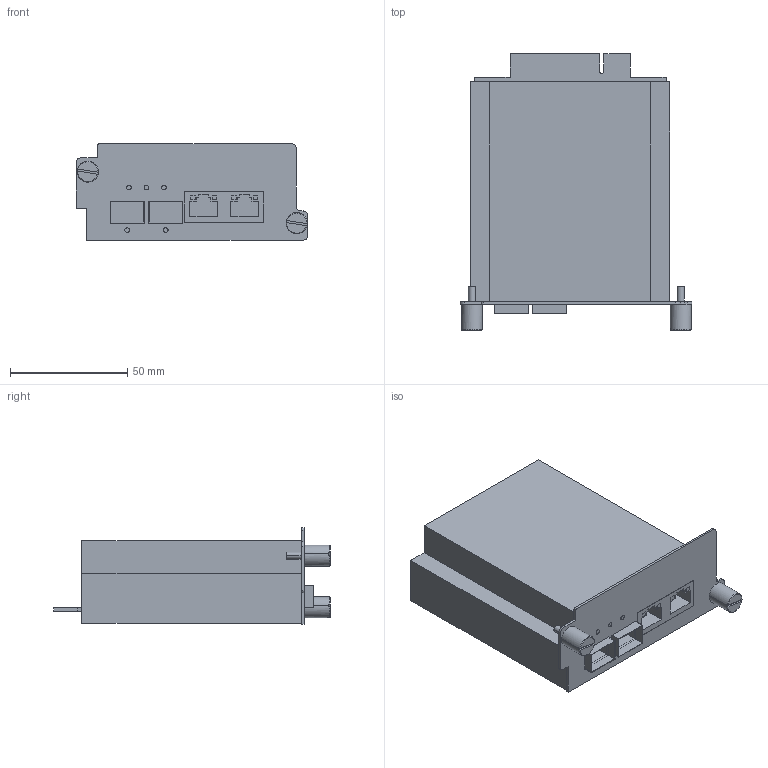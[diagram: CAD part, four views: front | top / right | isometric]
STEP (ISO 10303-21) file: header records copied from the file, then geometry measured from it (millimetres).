
FILE_DESCRIPTION(('CATIA V5 STEP Exchange','CAx-IF Rec.Pracs.--- Model Styling and Organization---1.4--- 2014-01-23'),'2;1');
FILE_NAME ('D1595956_0', '2023-11-27T08:41:32+00:00', ('none'), ('Weidmueller'), 'CATIA Version 5-6 Release 2016 SP3 HF44', 'CATIA V5 STEP AP214', 'none');
FILE_SCHEMA(('AUTOMOTIVE_DESIGN { 1 0 10303 214 1 1 1 1 }'));
Length unit declared in the file: millimetre
Products named in the file (1): S3D_IE_SWM_SL02_2GC_PRP_HSR
Bounding box: 99 x 118.14 x 41.2 mm (x, y, z)
Volume: 252435.5 mm3; surface area: 56104.6 mm2
Topology: 17 solids, 17 shells, 493 faces, 1167 edges, 778 vertices
Faces by surface type: plane 449, cylinder 40, cone 4
Entity records: 13126 total; most frequent: ORIENTED_EDGE 2334, CARTESIAN_POINT 2235, DIRECTION 1601, EDGE_CURVE 1167, VECTOR 1043, LINE 1043, VERTEX_POINT 778, EDGE_LOOP 573
